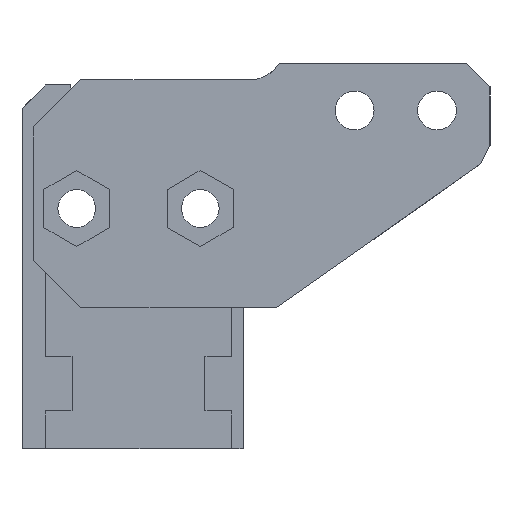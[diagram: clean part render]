
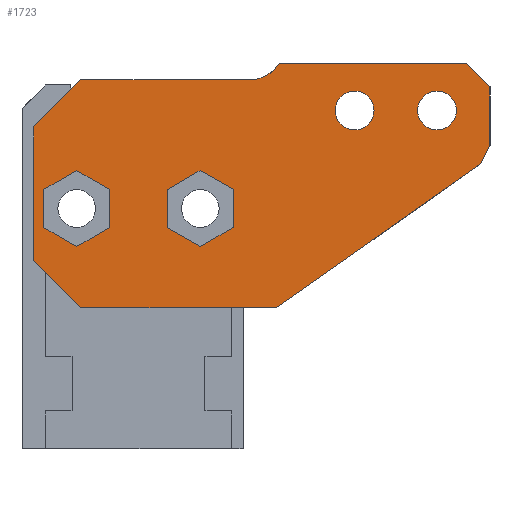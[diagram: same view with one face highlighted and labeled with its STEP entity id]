
A CAD part, front view. The second image highlights one B-rep face of the part: STEP entity #1723.
In plain terms, the highlighted face is planar.
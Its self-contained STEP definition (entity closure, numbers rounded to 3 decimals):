
#55=FACE_BOUND('',#242,.T.);
#56=FACE_BOUND('',#243,.T.);
#57=FACE_BOUND('',#244,.T.);
#58=FACE_BOUND('',#245,.T.);
#66=CIRCLE('',#1815,3.);
#80=CIRCLE('',#1848,1.65);
#81=CIRCLE('',#1850,1.65);
#140=FACE_OUTER_BOUND('',#241,.T.);
#241=EDGE_LOOP('',(#1335,#1336,#1337,#1338,#1339,#1340,#1341,#1342,#1343,
#1344,#1345));
#242=EDGE_LOOP('',(#1346,#1347,#1348,#1349,#1350,#1351));
#243=EDGE_LOOP('',(#1352,#1353,#1354,#1355,#1356,#1357));
#244=EDGE_LOOP('',(#1358));
#245=EDGE_LOOP('',(#1359));
#292=LINE('',#2390,#502);
#296=LINE('',#2398,#506);
#299=LINE('',#2404,#509);
#302=LINE('',#2410,#512);
#305=LINE('',#2416,#515);
#308=LINE('',#2421,#518);
#310=LINE('',#2429,#520);
#314=LINE('',#2437,#524);
#317=LINE('',#2443,#527);
#320=LINE('',#2449,#530);
#323=LINE('',#2455,#533);
#326=LINE('',#2460,#536);
#369=LINE('',#2568,#579);
#375=LINE('',#2578,#585);
#385=LINE('',#2620,#595);
#386=LINE('',#2623,#596);
#388=LINE('',#2627,#598);
#391=LINE('',#2633,#601);
#393=LINE('',#2636,#603);
#394=LINE('',#2638,#604);
#396=LINE('',#2643,#606);
#397=LINE('',#2645,#607);
#502=VECTOR('',#1925,10.);
#506=VECTOR('',#1931,10.);
#509=VECTOR('',#1936,10.);
#512=VECTOR('',#1941,10.);
#515=VECTOR('',#1946,10.);
#518=VECTOR('',#1951,10.);
#520=VECTOR('',#1959,10.);
#524=VECTOR('',#1965,10.);
#527=VECTOR('',#1970,10.);
#530=VECTOR('',#1975,10.);
#533=VECTOR('',#1980,10.);
#536=VECTOR('',#1985,10.);
#579=VECTOR('',#2074,1000.);
#585=VECTOR('',#2082,1000.);
#595=VECTOR('',#2138,10.);
#596=VECTOR('',#2141,1000.);
#598=VECTOR('',#2145,1000.);
#601=VECTOR('',#2150,10.);
#603=VECTOR('',#2154,10.);
#604=VECTOR('',#2157,1000.);
#606=VECTOR('',#2163,10.);
#607=VECTOR('',#2166,10.);
#712=VERTEX_POINT('',#2388);
#713=VERTEX_POINT('',#2389);
#716=VERTEX_POINT('',#2397);
#718=VERTEX_POINT('',#2403);
#720=VERTEX_POINT('',#2409);
#722=VERTEX_POINT('',#2415);
#725=VERTEX_POINT('',#2427);
#726=VERTEX_POINT('',#2428);
#729=VERTEX_POINT('',#2436);
#731=VERTEX_POINT('',#2442);
#733=VERTEX_POINT('',#2448);
#735=VERTEX_POINT('',#2454);
#751=VERTEX_POINT('',#2497);
#752=VERTEX_POINT('',#2499);
#778=VERTEX_POINT('',#2567);
#779=VERTEX_POINT('',#2571);
#781=VERTEX_POINT('',#2576);
#788=VERTEX_POINT('',#2606);
#789=VERTEX_POINT('',#2610);
#790=VERTEX_POINT('',#2618);
#791=VERTEX_POINT('',#2622);
#792=VERTEX_POINT('',#2626);
#793=VERTEX_POINT('',#2630);
#794=VERTEX_POINT('',#2632);
#795=VERTEX_POINT('',#2641);
#873=EDGE_CURVE('',#712,#713,#292,.T.);
#877=EDGE_CURVE('',#716,#712,#296,.T.);
#880=EDGE_CURVE('',#718,#716,#299,.T.);
#883=EDGE_CURVE('',#720,#718,#302,.T.);
#886=EDGE_CURVE('',#722,#720,#305,.T.);
#889=EDGE_CURVE('',#713,#722,#308,.T.);
#892=EDGE_CURVE('',#725,#726,#310,.T.);
#896=EDGE_CURVE('',#729,#725,#314,.T.);
#899=EDGE_CURVE('',#731,#729,#317,.T.);
#902=EDGE_CURVE('',#733,#731,#320,.T.);
#905=EDGE_CURVE('',#735,#733,#323,.T.);
#908=EDGE_CURVE('',#726,#735,#326,.T.);
#927=EDGE_CURVE('',#752,#751,#66,.T.);
#961=EDGE_CURVE('',#752,#778,#369,.T.);
#967=EDGE_CURVE('',#781,#779,#375,.T.);
#979=EDGE_CURVE('',#788,#788,#80,.T.);
#981=EDGE_CURVE('',#789,#789,#81,.T.);
#986=EDGE_CURVE('',#751,#790,#385,.F.);
#987=EDGE_CURVE('',#791,#778,#386,.T.);
#989=EDGE_CURVE('',#792,#791,#388,.T.);
#992=EDGE_CURVE('',#794,#793,#391,.T.);
#994=EDGE_CURVE('',#794,#790,#393,.T.);
#995=EDGE_CURVE('',#781,#792,#394,.T.);
#997=EDGE_CURVE('',#795,#793,#396,.T.);
#998=EDGE_CURVE('',#795,#779,#397,.F.);
#1335=ORIENTED_EDGE('',*,*,#994,.F.);
#1336=ORIENTED_EDGE('',*,*,#992,.T.);
#1337=ORIENTED_EDGE('',*,*,#997,.F.);
#1338=ORIENTED_EDGE('',*,*,#998,.T.);
#1339=ORIENTED_EDGE('',*,*,#967,.F.);
#1340=ORIENTED_EDGE('',*,*,#995,.T.);
#1341=ORIENTED_EDGE('',*,*,#989,.T.);
#1342=ORIENTED_EDGE('',*,*,#987,.T.);
#1343=ORIENTED_EDGE('',*,*,#961,.F.);
#1344=ORIENTED_EDGE('',*,*,#927,.T.);
#1345=ORIENTED_EDGE('',*,*,#986,.T.);
#1346=ORIENTED_EDGE('',*,*,#873,.T.);
#1347=ORIENTED_EDGE('',*,*,#889,.T.);
#1348=ORIENTED_EDGE('',*,*,#886,.T.);
#1349=ORIENTED_EDGE('',*,*,#883,.T.);
#1350=ORIENTED_EDGE('',*,*,#880,.T.);
#1351=ORIENTED_EDGE('',*,*,#877,.T.);
#1352=ORIENTED_EDGE('',*,*,#892,.T.);
#1353=ORIENTED_EDGE('',*,*,#908,.T.);
#1354=ORIENTED_EDGE('',*,*,#905,.T.);
#1355=ORIENTED_EDGE('',*,*,#902,.T.);
#1356=ORIENTED_EDGE('',*,*,#899,.T.);
#1357=ORIENTED_EDGE('',*,*,#896,.T.);
#1358=ORIENTED_EDGE('',*,*,#981,.F.);
#1359=ORIENTED_EDGE('',*,*,#979,.F.);
#1638=PLANE('',#1861);
#1723=ADVANCED_FACE('',(#140,#55,#56,#57,#58),#1638,.T.);
#1815=AXIS2_PLACEMENT_3D('',#2500,#2017,#2018);
#1848=AXIS2_PLACEMENT_3D('',#2607,#2121,#2122);
#1850=AXIS2_PLACEMENT_3D('',#2611,#2126,#2127);
#1861=AXIS2_PLACEMENT_3D('',#2644,#2164,#2165);
#1925=DIRECTION('',(0.,0.,-1.));
#1931=DIRECTION('',(0.,0.866,-0.5));
#1936=DIRECTION('',(0.,0.866,0.5));
#1941=DIRECTION('',(0.,0.,1.));
#1946=DIRECTION('',(0.,-0.866,0.5));
#1951=DIRECTION('',(0.,-0.866,-0.5));
#1959=DIRECTION('',(0.,0.006,-1.));
#1965=DIRECTION('',(0.,0.869,-0.495));
#1970=DIRECTION('',(0.,0.863,0.505));
#1975=DIRECTION('',(0.,-0.006,1.));
#1980=DIRECTION('',(0.,-0.869,0.495));
#1985=DIRECTION('',(0.,-0.863,-0.505));
#2017=DIRECTION('center_axis',(-1.,0.,0.));
#2018=DIRECTION('ref_axis',(0.,0.,1.));
#2074=DIRECTION('',(0.,1.,0.));
#2082=DIRECTION('',(0.,-0.818,-0.575));
#2121=DIRECTION('center_axis',(1.,0.,0.));
#2122=DIRECTION('ref_axis',(0.,0.,-1.));
#2126=DIRECTION('center_axis',(1.,0.,0.));
#2127=DIRECTION('ref_axis',(0.,0.,-1.));
#2138=DIRECTION('',(0.,1.,0.));
#2141=DIRECTION('',(0.,-0.707,0.707));
#2145=DIRECTION('',(0.,0.,1.));
#2150=DIRECTION('',(0.,0.,-1.));
#2154=DIRECTION('',(0.,0.707,0.707));
#2157=DIRECTION('',(0.,0.461,0.887));
#2163=DIRECTION('',(0.,-0.707,0.707));
#2164=DIRECTION('center_axis',(1.,0.,0.));
#2165=DIRECTION('ref_axis',(0.,1.,0.));
#2166=DIRECTION('',(0.,-1.,0.));
#2388=CARTESIAN_POINT('',(3.,-24.322,-6.717));
#2389=CARTESIAN_POINT('',(3.,-24.322,-9.95));
#2390=CARTESIAN_POINT('',(3.,-24.322,-3.358));
#2397=CARTESIAN_POINT('',(3.,-27.122,-5.1));
#2398=CARTESIAN_POINT('',(3.,-18.055,-10.335));
#2403=CARTESIAN_POINT('',(3.,-29.922,-6.716));
#2404=CARTESIAN_POINT('',(3.,-17.247,0.601));
#2409=CARTESIAN_POINT('',(3.,-29.922,-9.95));
#2410=CARTESIAN_POINT('',(3.,-29.922,-4.975));
#2415=CARTESIAN_POINT('',(3.,-27.122,-11.566));
#2416=CARTESIAN_POINT('',(3.,-19.455,-15.993));
#2421=CARTESIAN_POINT('',(3.,-13.047,-3.44));
#2427=CARTESIAN_POINT('',(3.,-13.832,-6.699));
#2428=CARTESIAN_POINT('',(3.,-13.812,-9.932));
#2429=CARTESIAN_POINT('',(3.,-13.853,-3.393));
#2436=CARTESIAN_POINT('',(3.,-16.642,-5.1));
#2437=CARTESIAN_POINT('',(3.,-11.453,-8.053));
#2442=CARTESIAN_POINT('',(3.,-19.432,-6.734));
#2443=CARTESIAN_POINT('',(3.,-10.729,-1.637));
#2448=CARTESIAN_POINT('',(3.,-19.412,-9.967));
#2449=CARTESIAN_POINT('',(3.,-19.442,-5.044));
#2454=CARTESIAN_POINT('',(3.,-16.602,-11.566));
#2455=CARTESIAN_POINT('',(3.,-12.817,-13.72));
#2460=CARTESIAN_POINT('',(3.,-6.504,-5.652));
#2497=CARTESIAN_POINT('',(3.,-12.45,2.6));
#2499=CARTESIAN_POINT('',(3.,-9.912,4.));
#2500=CARTESIAN_POINT('Origin',(3.,-12.45,5.6));
#2567=CARTESIAN_POINT('',(3.,6.,4.));
#2568=CARTESIAN_POINT('',(3.,0.,4.));
#2571=CARTESIAN_POINT('',(3.,-10.16,-16.754));
#2576=CARTESIAN_POINT('',(3.,7.149,-4.597));
#2578=CARTESIAN_POINT('',(3.,-20.375,-23.929));
#2606=CARTESIAN_POINT('',(3.,3.5,-1.65));
#2607=CARTESIAN_POINT('Origin',(3.,3.5,0.));
#2610=CARTESIAN_POINT('',(3.,-3.5,-1.65));
#2611=CARTESIAN_POINT('Origin',(3.,-3.5,0.));
#2618=CARTESIAN_POINT('',(3.,-26.772,2.6));
#2620=CARTESIAN_POINT('',(3.,0.,2.6));
#2622=CARTESIAN_POINT('',(3.,8.,2.));
#2623=CARTESIAN_POINT('',(3.,5.,5.));
#2626=CARTESIAN_POINT('',(3.,8.,-2.961));
#2627=CARTESIAN_POINT('',(3.,8.,0.));
#2630=CARTESIAN_POINT('',(3.,-30.772,-12.754));
#2632=CARTESIAN_POINT('',(3.,-30.772,-1.4));
#2633=CARTESIAN_POINT('',(3.,-30.772,-12.5));
#2636=CARTESIAN_POINT('',(3.,-21.729,7.643));
#2638=CARTESIAN_POINT('',(3.,7.51,-3.903));
#2641=CARTESIAN_POINT('',(3.,-26.772,-16.754));
#2643=CARTESIAN_POINT('',(3.,-25.268,-18.259));
#2644=CARTESIAN_POINT('Origin',(3.,0.,0.));
#2645=CARTESIAN_POINT('',(3.,-2.309,-16.754));
